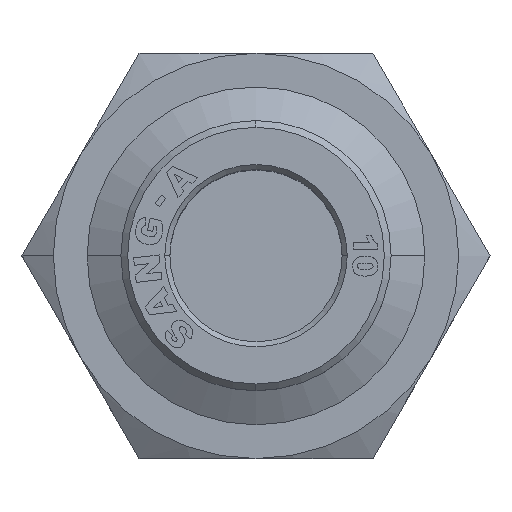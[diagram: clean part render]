
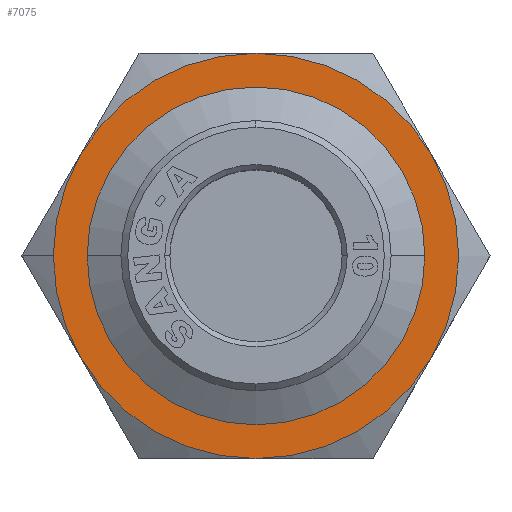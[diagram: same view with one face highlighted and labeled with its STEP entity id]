
A CAD part, top view. The second image highlights one B-rep face of the part: STEP entity #7075.
In plain terms, the highlighted planar face has unit normal (0, 0, 1).
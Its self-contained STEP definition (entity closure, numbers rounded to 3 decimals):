
#298 = VERTEX_POINT ( 'NONE', #15453 ) ;
#391 = DIRECTION ( 'NONE',  ( 0., 0., 1. ) ) ;
#622 = DIRECTION ( 'NONE',  ( 0., 0., -1. ) ) ;
#647 = DIRECTION ( 'NONE',  ( 0., 0., -1. ) ) ;
#788 = ORIENTED_EDGE ( 'NONE', *, *, #5059, .F. ) ;
#909 = DIRECTION ( 'NONE',  ( -1., 0., 0. ) ) ;
#937 = AXIS2_PLACEMENT_3D ( 'NONE', #8163, #9270, #5854 ) ;
#986 = EDGE_LOOP ( 'NONE', ( #14849, #11884 ) ) ;
#988 = ORIENTED_EDGE ( 'NONE', *, *, #1812, .F. ) ;
#1044 = AXIS2_PLACEMENT_3D ( 'NONE', #6689, #10513, #3358 ) ;
#1124 = VERTEX_POINT ( 'NONE', #3828 ) ;
#1549 = EDGE_CURVE ( 'NONE', #1124, #3393, #3634, .T. ) ;
#1812 = EDGE_CURVE ( 'NONE', #15049, #10986, #5852, .T. ) ;
#2657 = DIRECTION ( 'NONE',  ( -1., 0., 0. ) ) ;
#2848 = CARTESIAN_POINT ( 'NONE',  ( 10., 0., 8.2 ) ) ;
#2936 = ORIENTED_EDGE ( 'NONE', *, *, #9438, .F. ) ;
#3075 = AXIS2_PLACEMENT_3D ( 'NONE', #5718, #3549, #13121 ) ;
#3264 = CIRCLE ( 'NONE', #6042, 10. ) ;
#3358 = DIRECTION ( 'NONE',  ( -1., 0., 0. ) ) ;
#3393 = VERTEX_POINT ( 'NONE', #14246 ) ;
#3549 = DIRECTION ( 'NONE',  ( 0., 0., -1. ) ) ;
#3634 = CIRCLE ( 'NONE', #8340, 12. ) ;
#3828 = CARTESIAN_POINT ( 'NONE',  ( 10.392, -6., 8.2 ) ) ;
#4094 = DIRECTION ( 'NONE',  ( 0., 0., 1. ) ) ;
#4131 = CARTESIAN_POINT ( 'NONE',  ( 0., 0., 8.2 ) ) ;
#4250 = DIRECTION ( 'NONE',  ( -1., 0., 0. ) ) ;
#4857 = CIRCLE ( 'NONE', #1044, 12. ) ;
#5059 = EDGE_CURVE ( 'NONE', #3393, #12739, #5127, .T. ) ;
#5127 = CIRCLE ( 'NONE', #10792, 12. ) ;
#5159 = FACE_OUTER_BOUND ( 'NONE', #9972, .T. ) ;
#5275 = ORIENTED_EDGE ( 'NONE', *, *, #7565, .F. ) ;
#5289 = AXIS2_PLACEMENT_3D ( 'NONE', #8127, #5779, #909 ) ;
#5319 = CARTESIAN_POINT ( 'NONE',  ( -12., 0., 8.2 ) ) ;
#5397 = DIRECTION ( 'NONE',  ( -1., 0., 0. ) ) ;
#5718 = CARTESIAN_POINT ( 'NONE',  ( 0., 0., 8.2 ) ) ;
#5779 = DIRECTION ( 'NONE',  ( 0., 0., -1. ) ) ;
#5852 = CIRCLE ( 'NONE', #11348, 12. ) ;
#5854 = DIRECTION ( 'NONE',  ( -1., 0., 0. ) ) ;
#6042 = AXIS2_PLACEMENT_3D ( 'NONE', #13565, #4094, #7682 ) ;
#6322 = VERTEX_POINT ( 'NONE', #2848 ) ;
#6689 = CARTESIAN_POINT ( 'NONE',  ( 0., 0., 8.2 ) ) ;
#6826 = EDGE_CURVE ( 'NONE', #298, #6322, #14512, .T. ) ;
#6873 = VERTEX_POINT ( 'NONE', #14898 ) ;
#6901 = EDGE_CURVE ( 'NONE', #6322, #298, #3264, .T. ) ;
#7075 = ADVANCED_FACE ( 'NONE', ( #8309, #5159 ), #15311, .F. ) ;
#7220 = CIRCLE ( 'NONE', #13116, 12. ) ;
#7386 = DIRECTION ( 'NONE',  ( 0., 0., -1. ) ) ;
#7565 = EDGE_CURVE ( 'NONE', #6873, #1124, #10617, .T. ) ;
#7682 = DIRECTION ( 'NONE',  ( 1., 0., 0. ) ) ;
#7879 = CARTESIAN_POINT ( 'NONE',  ( 0., 0., 8.2 ) ) ;
#7993 = ORIENTED_EDGE ( 'NONE', *, *, #8744, .F. ) ;
#8127 = CARTESIAN_POINT ( 'NONE',  ( 0., 0., 8.2 ) ) ;
#8163 = CARTESIAN_POINT ( 'NONE',  ( 0., 0., 8.2 ) ) ;
#8309 = FACE_BOUND ( 'NONE', #986, .T. ) ;
#8340 = AXIS2_PLACEMENT_3D ( 'NONE', #9773, #7386, #2657 ) ;
#8370 = EDGE_CURVE ( 'NONE', #10986, #6873, #9874, .T. ) ;
#8744 = EDGE_CURVE ( 'NONE', #12739, #14743, #7220, .T. ) ;
#8794 = CARTESIAN_POINT ( 'NONE',  ( 0., 0., 8.2 ) ) ;
#9083 = DIRECTION ( 'NONE',  ( 0., 0., -1. ) ) ;
#9270 = DIRECTION ( 'NONE',  ( 0., 0., -1. ) ) ;
#9438 = EDGE_CURVE ( 'NONE', #14743, #15049, #4857, .T. ) ;
#9773 = CARTESIAN_POINT ( 'NONE',  ( 0., 0., 8.2 ) ) ;
#9874 = CIRCLE ( 'NONE', #3075, 12. ) ;
#9972 = EDGE_LOOP ( 'NONE', ( #988, #2936, #7993, #788, #13706, #5275, #10021 ) ) ;
#10021 = ORIENTED_EDGE ( 'NONE', *, *, #8370, .F. ) ;
#10041 = DIRECTION ( 'NONE',  ( 1., 0., 0. ) ) ;
#10513 = DIRECTION ( 'NONE',  ( 0., 0., -1. ) ) ;
#10617 = CIRCLE ( 'NONE', #937, 12. ) ;
#10792 = AXIS2_PLACEMENT_3D ( 'NONE', #7879, #9083, #5397 ) ;
#10944 = CARTESIAN_POINT ( 'NONE',  ( 0., 12., 8.2 ) ) ;
#10986 = VERTEX_POINT ( 'NONE', #10944 ) ;
#11348 = AXIS2_PLACEMENT_3D ( 'NONE', #11405, #647, #4250 ) ;
#11405 = CARTESIAN_POINT ( 'NONE',  ( 0., 0., 8.2 ) ) ;
#11884 = ORIENTED_EDGE ( 'NONE', *, *, #6826, .F. ) ;
#12478 = DIRECTION ( 'NONE',  ( -1., 0., 0. ) ) ;
#12739 = VERTEX_POINT ( 'NONE', #13802 ) ;
#13116 = AXIS2_PLACEMENT_3D ( 'NONE', #4131, #622, #12478 ) ;
#13121 = DIRECTION ( 'NONE',  ( -1., 0., 0. ) ) ;
#13304 = AXIS2_PLACEMENT_3D ( 'NONE', #8794, #391, #10041 ) ;
#13565 = CARTESIAN_POINT ( 'NONE',  ( 0., 0., 8.2 ) ) ;
#13706 = ORIENTED_EDGE ( 'NONE', *, *, #1549, .F. ) ;
#13802 = CARTESIAN_POINT ( 'NONE',  ( -10.392, -6., 8.2 ) ) ;
#14246 = CARTESIAN_POINT ( 'NONE',  ( 0., -12., 8.2 ) ) ;
#14512 = CIRCLE ( 'NONE', #13304, 10. ) ;
#14743 = VERTEX_POINT ( 'NONE', #5319 ) ;
#14849 = ORIENTED_EDGE ( 'NONE', *, *, #6901, .F. ) ;
#14898 = CARTESIAN_POINT ( 'NONE',  ( 10.392, 6., 8.2 ) ) ;
#15049 = VERTEX_POINT ( 'NONE', #15262 ) ;
#15262 = CARTESIAN_POINT ( 'NONE',  ( -10.392, 6., 8.2 ) ) ;
#15311 = PLANE ( 'NONE',  #5289 ) ;
#15453 = CARTESIAN_POINT ( 'NONE',  ( -10., 0., 8.2 ) ) ;
